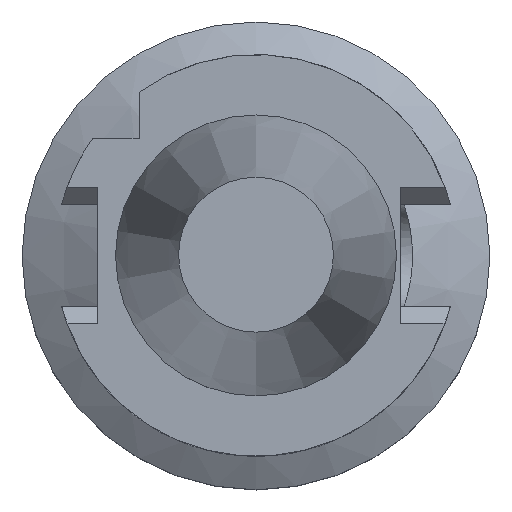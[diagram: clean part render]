
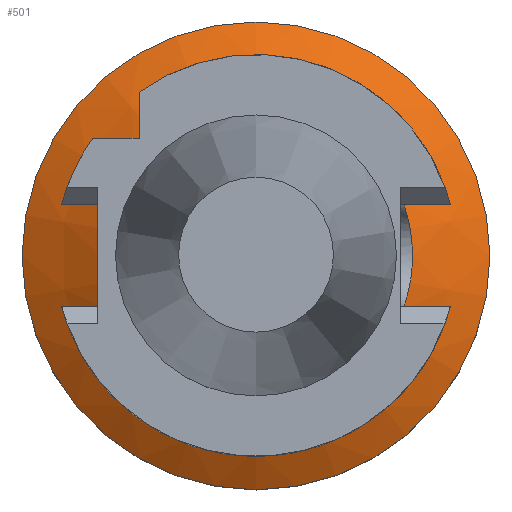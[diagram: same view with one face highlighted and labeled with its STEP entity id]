
A CAD part, top view. The second image highlights one B-rep face of the part: STEP entity #501.
In plain terms, the highlighted conical face has half-angle 60 degrees and reference radius 30.875 mm.
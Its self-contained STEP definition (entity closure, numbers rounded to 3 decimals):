
#370=EDGE_CURVE('240[2]',#862,#862,#863,.T.);
#492=EDGE_CURVE('240[2]',#1013,#1013,#1014,.T.);
#501=ADVANCED_FACE('240[2]',(#1023,#1024),#1025,.T.);
#862=VERTEX_POINT('',#1531);
#863=CIRCLE('',#1532,37.);
#1013=VERTEX_POINT('',#1857);
#1014=CIRCLE('',#1858,24.75);
#1023=FACE_BOUND('',#1872,.T.);
#1024=FACE_BOUND('',#1873,.T.);
#1025=CONICAL_SURFACE('',#1874,30.875,1.047);
#1531=CARTESIAN_POINT('',(0.,-37.,-42.073));
#1532=AXIS2_PLACEMENT_3D('',#2279,#2280,#2281);
#1857=CARTESIAN_POINT('',(0.,-24.75,-35.));
#1858=AXIS2_PLACEMENT_3D('',#2470,#2471,#2472);
#1872=EDGE_LOOP('',(#2481));
#1873=EDGE_LOOP('',(#2482));
#1874=AXIS2_PLACEMENT_3D('',#2483,#2484,#2485);
#2279=CARTESIAN_POINT('',(0.,0.,-42.073));
#2280=DIRECTION('',(0.,0.,1.0));
#2281=DIRECTION('',(0.,-1.0,0.));
#2470=CARTESIAN_POINT('',(0.,0.,-35.));
#2471=DIRECTION('',(0.,0.,1.0));
#2472=DIRECTION('',(0.,-1.0,0.));
#2481=ORIENTED_EDGE('',*,*,#492,.F.);
#2482=ORIENTED_EDGE('',*,*,#370,.T.);
#2483=CARTESIAN_POINT('',(0.,0.,-38.536));
#2484=DIRECTION('',(0.,0.,-1.0));
#2485=DIRECTION('',(0.,-1.0,0.));
